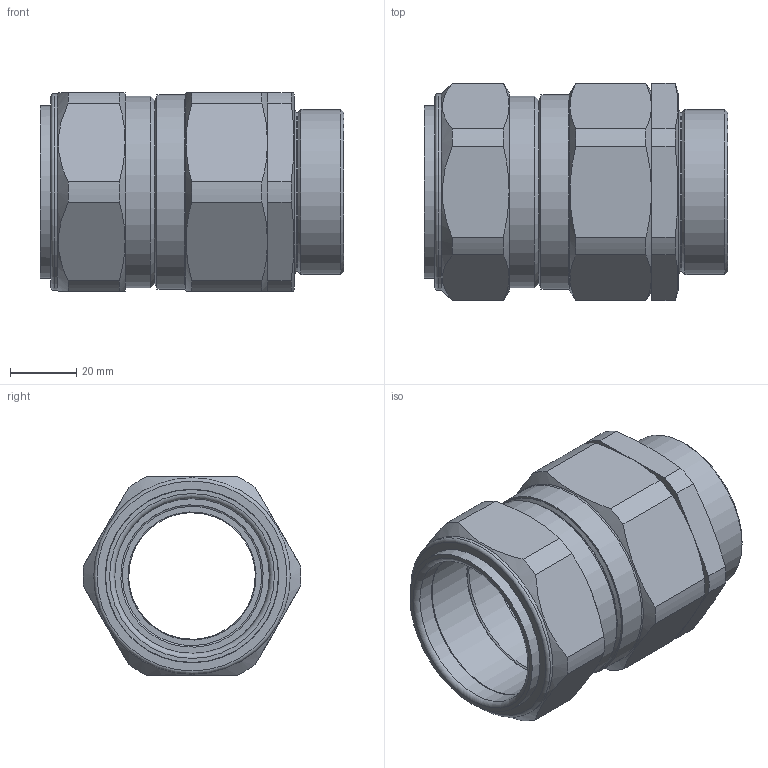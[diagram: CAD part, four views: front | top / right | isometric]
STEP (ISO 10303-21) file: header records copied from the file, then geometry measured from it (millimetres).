
FILE_DESCRIPTION (( 'STEP AP203' ), '1' );
FILE_NAME ('50SC2K1RA.STEP', '2018-02-26T11:44:34', ( '' ), ( '' ), 'SwSTEP 2.0', 'SolidWorks 2017', '' );
FILE_SCHEMA (( 'CONFIG_CONTROL_DESIGN' ));
Length unit declared in the file: millimetre
Products named in the file (1): 50SC2K1RA
Bounding box: 92 x 65.97 x 60 mm (x, y, z)
Surface area: 39019.6 mm2 (no closed solid volume)
Topology: 0 solids, 8 shells, 90 faces, 219 edges, 138 vertices
Faces by surface type: cylinder 29, cone 28, plane 27, torus 6
Full cylindrical faces by diameter (mm): 38.3 x1, 40.27 x1, 46.8 x1, 47.4 x1, 47.95 x1, 48.05 x1, 50 x1, 55.718 x1, 58 x1, 59 x1, 59.5 x1
Entity records: 2767 total; most frequent: CARTESIAN_POINT 767, DIRECTION 414, ORIENTED_EDGE 337, AXIS2_PLACEMENT_3D 186, EDGE_CURVE 179, EDGE_LOOP 132, VERTEX_POINT 131, FACE_OUTER_BOUND 107
